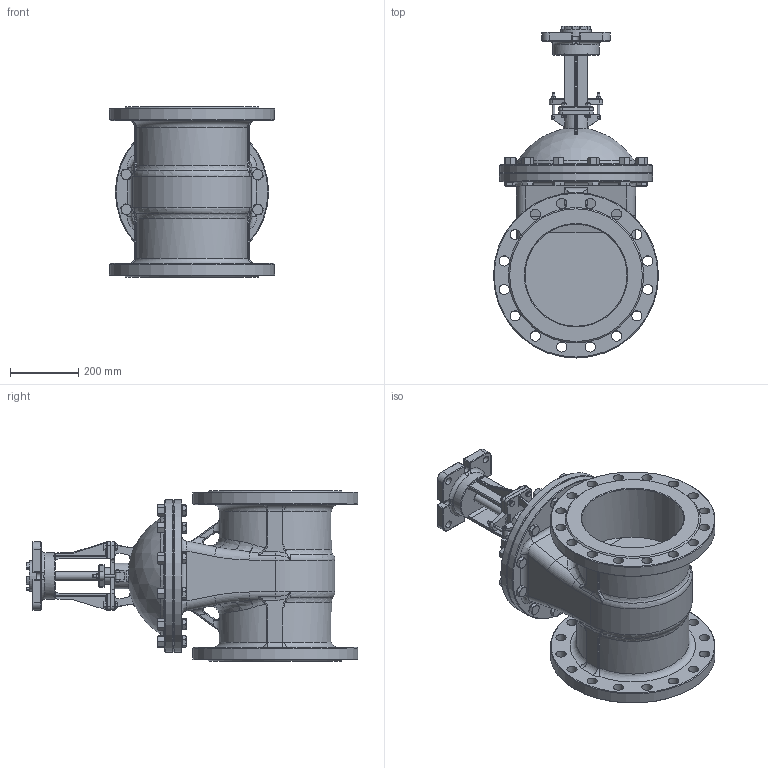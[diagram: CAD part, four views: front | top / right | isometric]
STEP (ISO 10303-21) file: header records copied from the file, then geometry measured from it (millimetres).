
FILE_DESCRIPTION(/* description */ (''),/* implementation_level */ '2;1');
FILE_NAME(/* name */ 'DN300_3D_STEP.stp',/* time_stamp */ '2025-09-18T14:17:03+03:00',/* author */ ('igorr'),/* organization */ (''),/* preprocessor_version */ 'ST-DEVELOPER v20',/* originating_system */ 'Autodesk Inventor 2025',/* authorisation */ '');
FILE_SCHEMA (('AUTOMOTIVE_DESIGN { 1 0 10303 214 3 1 1 }'));
Length unit declared in the file: millimetre
Products named in the file (7): Сборка; Деталь1; AS 1110 - M10 x 35; ANSI B18.2.4.2M - M10x1,5; ANSI B18.2.4.2M - M8x1,25; ANSI B18.2.4.2M - M20x2,5; AS 1110 - M20 x 70
Assembly tree (35 placements, depth 2):
  Сборка
    Деталь1
    AS 1110 - M10 x 35  x4
    ANSI B18.2.4.2M - M10x1,5  x4
    ANSI B18.2.4.2M - M8x1,25  x2
    ANSI B18.2.4.2M - M20x2,5  x12
    AS 1110 - M20 x 70  x12
Bounding box: 485 x 975.25 x 500 mm (x, y, z)
Volume: 52136976.7 mm3; surface area: 2560532.6 mm2
Topology: 39 solids, 39 shells, 1532 faces, 3596 edges, 2168 vertices
Faces by surface type: plane 620, cylinder 366, cone 306, bspline 126, torus 93, sphere 21
Full cylindrical faces by diameter (mm): 6.647 x2, 7 x4, 8 x4, 8.376 x4, 10 x4, 12 x12, 15 x2, 16 x4, 17.294 x12, 20 x36, 22 x4, 25 x1, 27.9 x12, 30 x45, 50 x1, 70 x1, 75 x1, 90 x1, 92 x1, 135.653 x1, 300 x2, 350 x1, 450 x2, 485 x2
Entity records: 35729 total; most frequent: CARTESIAN_POINT 13516, ORIENTED_EDGE 4414, DIRECTION 4356, EDGE_CURVE 2207, AXIS2_PLACEMENT_3D 1743, VERTEX_POINT 1357, EDGE_LOOP 1078, FACE_OUTER_BOUND 895
